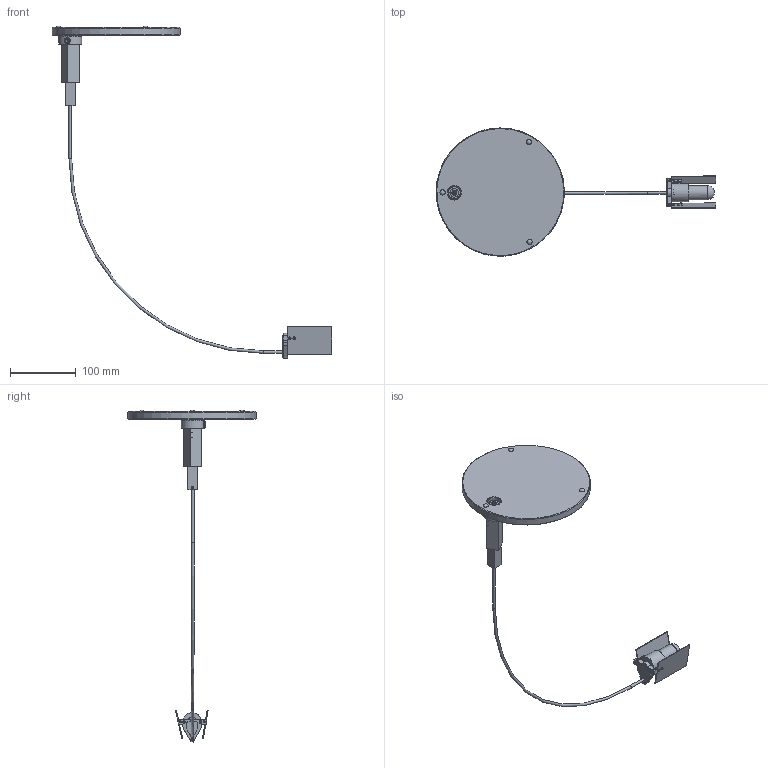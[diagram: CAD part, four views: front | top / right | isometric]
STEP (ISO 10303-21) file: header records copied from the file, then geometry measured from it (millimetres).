
FILE_DESCRIPTION(/* description */ (''),/* implementation_level */ '2;1');
FILE_NAME(/* name */ 'F301705150CRNE.stp',/* time_stamp */ '2020-01-13T15:13:36+01:00',/* author */ ('sghezzi'),/* organization */ (''),/* preprocessor_version */ 'ST-DEVELOPER v17.2',/* originating_system */ 'Autodesk Inventor 2019',/* authorisation */ '');
FILE_SCHEMA (('AUTOMOTIVE_DESIGN { 1 0 10303 214 3 1 1 }'));
Length unit declared in the file: millimetre
Products named in the file (34): F301705150CRNE; Assieme 3016; 070018050 supporto maschio; 055005000 spina mono d6,3 cod 3; 006301600_GRANO_M3X3_EI_P_Ix_UNI5927; 065015032_GRANO_M3X6_P_Fe_ZnBi; SUPPORTO_070018030; ALETTA DX FONTANAARTE FALENA 070018002; ALETTA SIN DATI TARGA FALENA 070018001; PERNO PER ALETTA 070018040; 065015010 Vite M2x4 TSp+ Ix; 065015030_GRANO_M3X3_EI; 005301600 PL GZ4-GX5,4-GU5,4-G6,35-GY6,35-G4 P54M; 065020001 Vite 2,2x6,5 TSp+ Nk DIN7982; 065007480_Vite M3x8 TCp - Fe ZnBi UNI6107; MOLLA REGGIVETRO 070018060; VETRO DI PROTEZIONE 020011100; stelo+coperchio saldati; COPERCHIO_SUPPORTO; stelo 070018010; Assieme3017; 0073017701_SUPPORTO_FEMMINA; 020021000 BASE VETRO TAV FALENA 3017; 070018080 anello base; 030029000 Guarn Nylon Falena Tav 30x13; 055005010  presa femm mono d6,3; 070018090_Rondella_18x4x1 Falena 3017; 062009000_PASSACAVO_5101-00_PE-LD_TR; 065010310_Vite_M4x10_TCb+_ZnBi; 065015030_GRANO_M3X3_EI_1; 063017001_Rondella De 4.3x8x0,5 ZnBi; 065014010_GRANO_M4X4_nylon nero Intaglio brugola; 065015040_VITE_M3x20 TSp+ Ix; 063001100 BUMPON TRASP SJ 5302 CLEAR
Assembly tree (46 placements, depth 4):
  F301705150CRNE
    Assieme 3016
      070018050 supporto maschio
      055005000 spina mono d6,3 cod 3
      006301600_GRANO_M3X3_EI_P_Ix_UNI5927
      065015032_GRANO_M3X6_P_Fe_ZnBi
      SUPPORTO_070018030
      ALETTA DX FONTANAARTE FALENA 070018002
      ALETTA SIN DATI TARGA FALENA 070018001
      PERNO PER ALETTA 070018040  x2
      065015010 Vite M2x4 TSp+ Ix  x4
      065015030_GRANO_M3X3_EI  x3
      005301600 PL GZ4-GX5,4-GU5,4-G6,35-GY6,35-G4 P54M
      065020001 Vite 2,2x6,5 TSp+ Nk DIN7982  x3
      065007480_Vite M3x8 TCp - Fe ZnBi UNI6107  x2
      MOLLA REGGIVETRO 070018060  x2
      VETRO DI PROTEZIONE 020011100
      stelo+coperchio saldati
        COPERCHIO_SUPPORTO
        stelo 070018010
    Assieme3017
      0073017701_SUPPORTO_FEMMINA
      020021000 BASE VETRO TAV FALENA 3017
      070018080 anello base
      030029000 Guarn Nylon Falena Tav 30x13
      055005010  presa femm mono d6,3
      070018090_Rondella_18x4x1 Falena 3017
      062009000_PASSACAVO_5101-00_PE-LD_TR
      065010310_Vite_M4x10_TCb+_ZnBi
      065015030_GRANO_M3X3_EI_1
      065015040_VITE_M3x20 TSp+ Ix  x2
      063017001_Rondella De 4.3x8x0,5 ZnBi
      065014010_GRANO_M4X4_nylon nero Intaglio brugola
      063001100 BUMPON TRASP SJ 5302 CLEAR  x3
Bounding box: 424.91 x 194.73 x 504.43 mm (x, y, z)
Volume: 424827.4 mm3; surface area: 131143.4 mm2
Topology: 52 solids, 52 shells, 690 faces, 1784 edges, 1250 vertices
Faces by surface type: plane 476, cylinder 153, cone 49, torus 6, sphere 5, bspline 1
Full cylindrical faces by diameter (mm): 1.7 x4, 1.9 x3, 2 x8, 2.2 x5, 2.5 x4, 2.7 x2, 2.9 x3, 3 x23, 3.05 x2, 3.2 x4, 3.7 x4, 4 x12, 4.1 x1, 4.2 x1, 4.3 x1, 5 x2, 5.9 x1, 6 x4, 6.3 x1, 7 x1, 8 x1, 9 x2, 11 x3, 11.2 x1, 12 x1, 12.5 x1, 13 x4, 14.9 x1, 15 x2, 17 x1
Entity records: 18075 total; most frequent: CARTESIAN_POINT 3643, DIRECTION 2939, ORIENTED_EDGE 2616, EDGE_CURVE 1308, AXIS2_PLACEMENT_3D 1079, VERTEX_POINT 934, LINE 781, VECTOR 781
